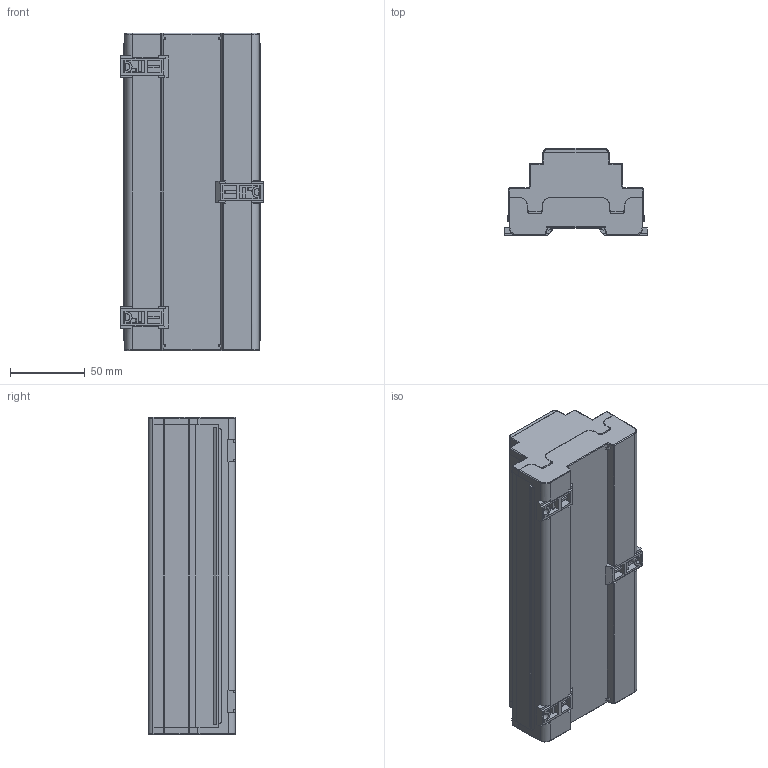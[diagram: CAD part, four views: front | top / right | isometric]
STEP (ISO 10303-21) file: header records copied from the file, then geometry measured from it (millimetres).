
FILE_DESCRIPTION (( 'STEP AP203' ), '1' );
FILE_NAME ('449-380-40.STEP', '2021-08-24T14:11:34', ( '' ), ( '' ), 'SwSTEP 2.0', 'SolidWorks 2018', '' );
FILE_SCHEMA (( 'CONFIG_CONTROL_DESIGN' ));
Length unit declared in the file: millimetre
Products named in the file (5): 044938041_044938041; 449-380-40; 044900300; 044900400_044900400; 044938001
Assembly tree (7 placements, depth 2):
  449-380-40
    044938041_044938041
    044938001
    044900300  x3
    044900400_044900400  x2
Bounding box: 95 x 58 x 211.8 mm (x, y, z)
Volume: 117415.1 mm3; surface area: 158672.5 mm2
Topology: 7 solids, 7 shells, 1133 faces, 3082 edges, 1998 vertices
Faces by surface type: plane 914, cylinder 183, sphere 16, cone 12, bspline 4, torus 4
Entity records: 27691 total; most frequent: CARTESIAN_POINT 5151, ORIENTED_EDGE 4720, DIRECTION 4310, EDGE_CURVE 2360, VECTOR 1984, LINE 1984, VERTEX_POINT 1532, AXIS2_PLACEMENT_3D 1163
